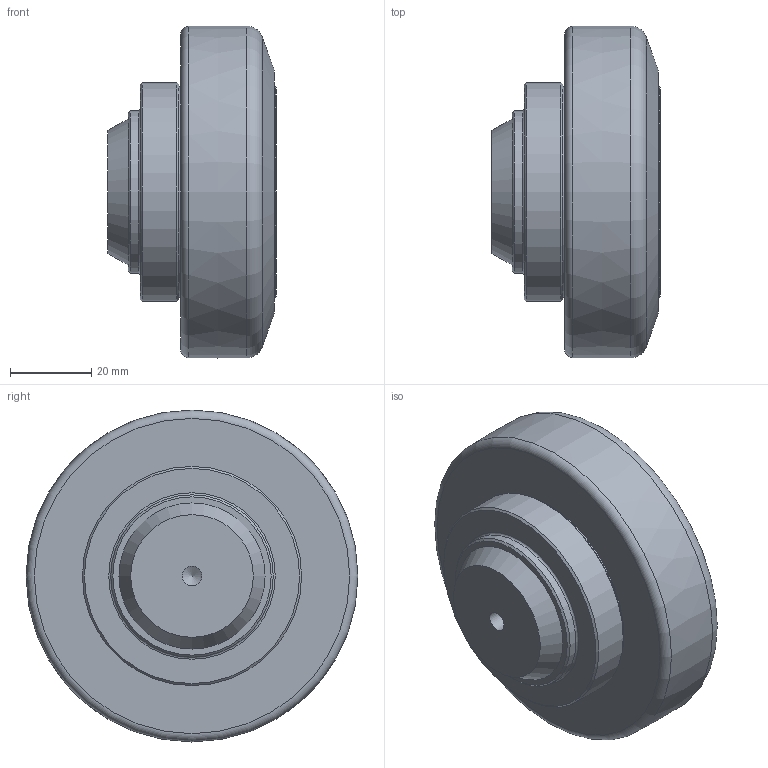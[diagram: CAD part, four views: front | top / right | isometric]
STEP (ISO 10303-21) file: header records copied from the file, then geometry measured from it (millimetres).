
FILE_DESCRIPTION(/* description */ ('-','CAx-IF Rec.Pracs.---Representation and Presentation of Product Manufacturing Information (PMI)---4.0---2014-10-13'),/* implementation_level */ '2;1');
FILE_NAME(/* name */ '5af840f6-81d3-4994-ae11-3346e12bc4fa.stp',/* time_stamp */ '2020-06-24T16:32:55+02:00',/* author */ ('-'),/* organization */ ('NTI CADcenter A/S'),/* preprocessor_version */ 'ST-DEVELOPER v18',/* originating_system */ 'Autodesk Inventor 2020',/* authorisation */ '-');
FILE_SCHEMA (('AP242_MANAGED_MODEL_BASED_3D_ENGINEERING_MIM_LF { 1 0 10303 442 1 1 4 }'));
Length unit declared in the file: millimetre
Products named in the file (1): PT080.0460_Kontur
Bounding box: 41.5 x 81.79 x 81.8 mm (x, y, z)
Volume: 131575.9 mm3; surface area: 31734.5 mm2
Topology: 1 solids, 1 shells, 120 faces, 331 edges, 204 vertices
Faces by surface type: plane 61, cylinder 40, cone 11, torus 7, bspline 1
Full cylindrical faces by diameter (mm): 3 x3, 4.917 x1, 10 x3, 10.4 x3, 40 x1, 46 x1, 52 x2, 52.5 x2, 54 x1, 55 x2, 56.5 x2, 58.8 x2
Entity records: 4369 total; most frequent: CARTESIAN_POINT 936, DIRECTION 761, ORIENTED_EDGE 660, EDGE_CURVE 330, AXIS2_PLACEMENT_3D 328, CIRCLE 208, VERTEX_POINT 204, EDGE_LOOP 142
